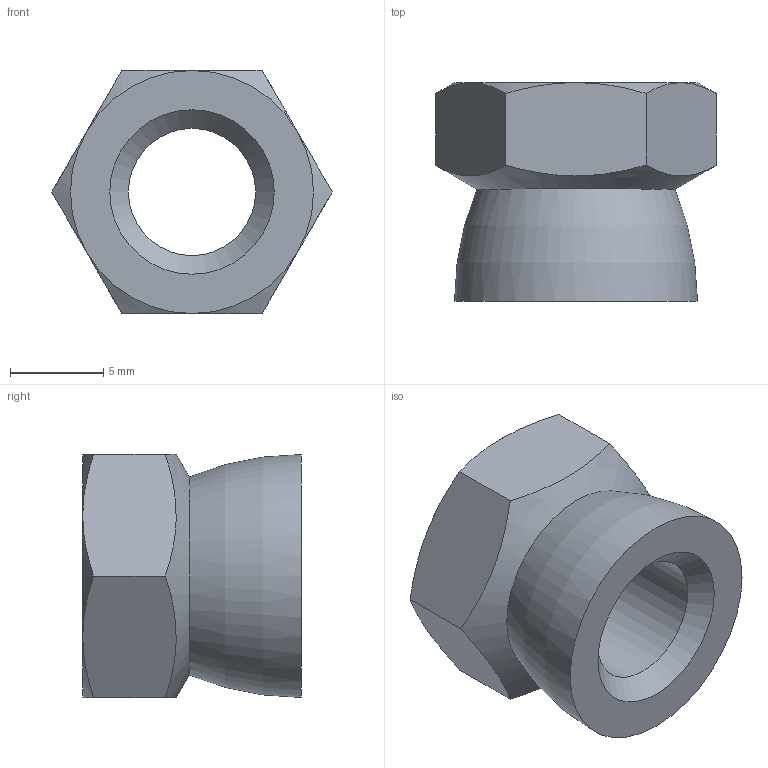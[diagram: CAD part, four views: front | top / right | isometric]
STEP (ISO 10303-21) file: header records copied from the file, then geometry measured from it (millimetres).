
FILE_DESCRIPTION (( 'STEP AP203' ), '1' );
FILE_NAME ('58324-240-8.step', '2021-09-30T09:05:34', ( '' ), ( '' ), 'SwSTEP 2.0', 'SolidWorks 2018', '' );
FILE_SCHEMA (( 'CONFIG_CONTROL_DESIGN' ));
Length unit declared in the file: millimetre
Products named in the file (2): 58324-240-8
Bounding box: 15.01 x 11.69 x 13 mm (x, y, z)
Volume: 860.6 mm3; surface area: 1013.9 mm2
Topology: 1 solids, 1 shells, 320 faces, 856 edges, 568 vertices
Faces by surface type: plane 143, bspline 137, cylinder 31, cone 8, torus 1
Full cylindrical faces by diameter (mm): 6.8 x1, 10 x1
Entity records: 15376 total; most frequent: CARTESIAN_POINT 8178, ORIENTED_EDGE 1700, DIRECTION 1035, EDGE_CURVE 850, VERTEX_POINT 567, VECTOR 395, LINE 395, EDGE_LOOP 357
